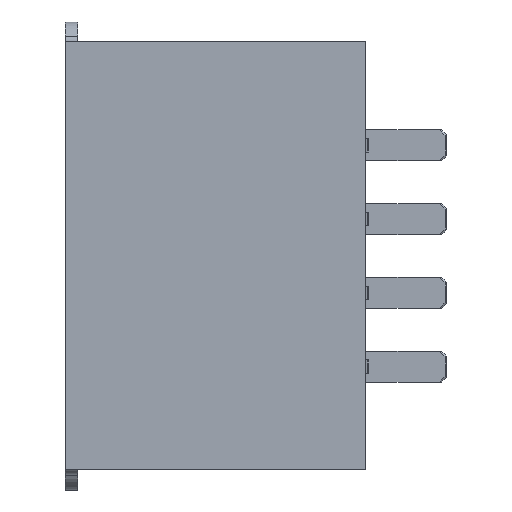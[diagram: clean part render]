
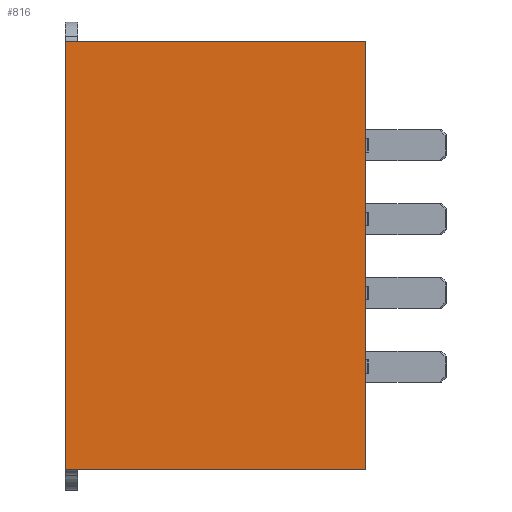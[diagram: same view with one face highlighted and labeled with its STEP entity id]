
A CAD part, left-side view. The second image highlights one B-rep face of the part: STEP entity #816.
In plain terms, the highlighted planar face has unit normal (-1, 0, 0).
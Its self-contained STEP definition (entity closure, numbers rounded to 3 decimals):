
#26 = CARTESIAN_POINT ( 'NONE',  ( -51.5, 44.3, 43.5 ) ) ;
#247 = ORIENTED_EDGE ( 'NONE', *, *, #4264, .T. ) ;
#268 = CARTESIAN_POINT ( 'NONE',  ( -51.5, 44.3, -43.5 ) ) ;
#345 = VERTEX_POINT ( 'NONE', #268 ) ;
#378 = CARTESIAN_POINT ( 'NONE',  ( -51.5, -16.7, -43.5 ) ) ;
#768 = VECTOR ( 'NONE', #5628, 1000. ) ;
#816 = ADVANCED_FACE ( 'NONE', ( #4147 ), #4987, .F. ) ;
#855 = EDGE_LOOP ( 'NONE', ( #4572, #2197, #247, #4959 ) ) ;
#1233 = DIRECTION ( 'NONE',  ( 0., 0., 1. ) ) ;
#1526 = CARTESIAN_POINT ( 'NONE',  ( -51.5, -16.7, 38. ) ) ;
#2004 = LINE ( 'NONE', #2868, #2205 ) ;
#2018 = EDGE_CURVE ( 'NONE', #3016, #4598, #2937, .T. ) ;
#2197 = ORIENTED_EDGE ( 'NONE', *, *, #2018, .T. ) ;
#2205 = VECTOR ( 'NONE', #2849, 1000. ) ;
#2264 = CARTESIAN_POINT ( 'NONE',  ( -51.5, -16.7, -43.5 ) ) ;
#2271 = DIRECTION ( 'NONE',  ( 0., -1., 0. ) ) ;
#2849 = DIRECTION ( 'NONE',  ( 0., 0., -1. ) ) ;
#2868 = CARTESIAN_POINT ( 'NONE',  ( -51.5, 44.3, 43.5 ) ) ;
#2937 = LINE ( 'NONE', #3415, #768 ) ;
#3004 = VECTOR ( 'NONE', #1233, 1000. ) ;
#3016 = VERTEX_POINT ( 'NONE', #5095 ) ;
#3182 = CARTESIAN_POINT ( 'NONE',  ( -51.5, 41.8, 38. ) ) ;
#3236 = LINE ( 'NONE', #1526, #3004 ) ;
#3415 = CARTESIAN_POINT ( 'NONE',  ( -51.5, -16.7, 43.5 ) ) ;
#4117 = VECTOR ( 'NONE', #2271, 1000. ) ;
#4131 = LINE ( 'NONE', #2264, #4117 ) ;
#4147 = FACE_OUTER_BOUND ( 'NONE', #855, .T. ) ;
#4264 = EDGE_CURVE ( 'NONE', #4598, #345, #2004, .T. ) ;
#4359 = EDGE_CURVE ( 'NONE', #345, #5657, #4131, .T. ) ;
#4471 = EDGE_CURVE ( 'NONE', #5657, #3016, #3236, .T. ) ;
#4572 = ORIENTED_EDGE ( 'NONE', *, *, #4471, .T. ) ;
#4598 = VERTEX_POINT ( 'NONE', #26 ) ;
#4948 = AXIS2_PLACEMENT_3D ( 'NONE', #3182, #5003, #5358 ) ;
#4959 = ORIENTED_EDGE ( 'NONE', *, *, #4359, .T. ) ;
#4987 = PLANE ( 'NONE',  #4948 ) ;
#5003 = DIRECTION ( 'NONE',  ( 1., 0., 0. ) ) ;
#5095 = CARTESIAN_POINT ( 'NONE',  ( -51.5, -16.7, 43.5 ) ) ;
#5358 = DIRECTION ( 'NONE',  ( 0., 0., -1. ) ) ;
#5628 = DIRECTION ( 'NONE',  ( 0., 1., 0. ) ) ;
#5657 = VERTEX_POINT ( 'NONE', #378 ) ;
